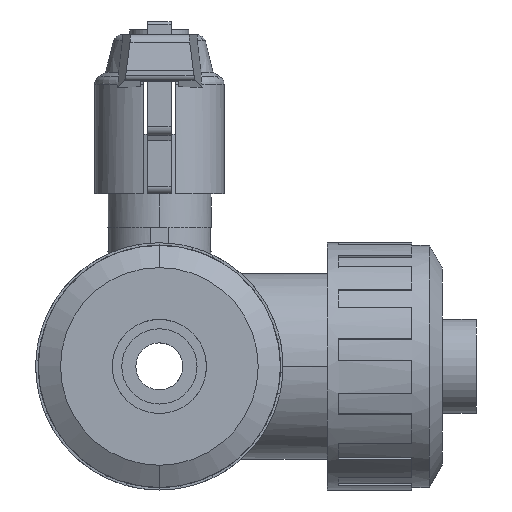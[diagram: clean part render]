
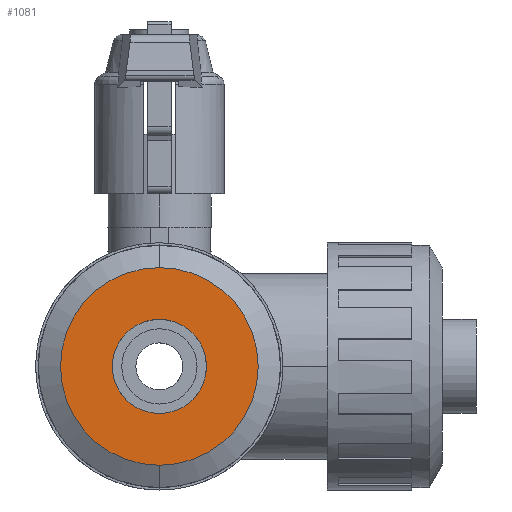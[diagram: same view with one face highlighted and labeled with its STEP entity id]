
A CAD part, left-side view. The second image highlights one B-rep face of the part: STEP entity #1081.
In plain terms, the highlighted planar face has unit normal (-1, 0, 0).
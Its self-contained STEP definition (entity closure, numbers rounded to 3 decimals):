
#1081=ADVANCED_FACE('',(#2222,#2223),#2224,.T.);
#2222=FACE_BOUND('',#3415,.T.);
#2223=FACE_OUTER_BOUND('',#3416,.T.);
#2224=PLANE('',#3417);
#3415=EDGE_LOOP('',(#6821,#6822));
#3416=EDGE_LOOP('',(#6823,#6824));
#3417=AXIS2_PLACEMENT_3D('',#6825,#6826,#6827);
#6821=ORIENTED_EDGE('',*,*,#8549,.F.);
#6822=ORIENTED_EDGE('',*,*,#7324,.F.);
#6823=ORIENTED_EDGE('',*,*,#7329,.T.);
#6824=ORIENTED_EDGE('',*,*,#8547,.T.);
#6825=CARTESIAN_POINT('',(-60.043,0.0,15.5));
#6826=DIRECTION('',(-1.0,0.0,0.0));
#6827=DIRECTION('',(0.0,-0.0,1.0));
#7324=EDGE_CURVE('',#8850,#8846,#8852,.T.);
#7329=EDGE_CURVE('',#8855,#8859,#8861,.T.);
#8547=EDGE_CURVE('',#8859,#8855,#10673,.T.);
#8549=EDGE_CURVE('',#8846,#8850,#10675,.T.);
#8846=VERTEX_POINT('',#11104);
#8850=VERTEX_POINT('',#11109);
#8852=CIRCLE('',#11112,10.0);
#8855=VERTEX_POINT('',#11115);
#8859=VERTEX_POINT('',#11120);
#8861=CIRCLE('',#11123,21.0);
#10673=CIRCLE('',#14023,21.0);
#10675=CIRCLE('',#14025,10.0);
#11104=CARTESIAN_POINT('',(-60.043,0.0,10.0));
#11109=CARTESIAN_POINT('',(-60.043,0.,-10.0));
#11112=AXIS2_PLACEMENT_3D('',#14341,#14342,#14343);
#11115=CARTESIAN_POINT('',(-60.043,0.0,21.0));
#11120=CARTESIAN_POINT('',(-60.043,0.,-21.0));
#11123=AXIS2_PLACEMENT_3D('',#14349,#14350,#14351);
#14023=AXIS2_PLACEMENT_3D('',#15808,#15809,#15810);
#14025=AXIS2_PLACEMENT_3D('',#15811,#15812,#15813);
#14341=CARTESIAN_POINT('',(-60.043,0.0,0.0));
#14342=DIRECTION('',(-1.0,0.0,0.0));
#14343=DIRECTION('',(0.0,-0.0,1.0));
#14349=CARTESIAN_POINT('',(-60.043,0.0,0.0));
#14350=DIRECTION('',(-1.0,0.0,0.0));
#14351=DIRECTION('',(0.0,-0.0,1.0));
#15808=CARTESIAN_POINT('',(-60.043,0.0,0.0));
#15809=DIRECTION('',(-1.0,0.0,0.0));
#15810=DIRECTION('',(0.0,-0.0,1.0));
#15811=CARTESIAN_POINT('',(-60.043,0.0,0.0));
#15812=DIRECTION('',(-1.0,0.0,0.0));
#15813=DIRECTION('',(0.0,-0.0,1.0));
